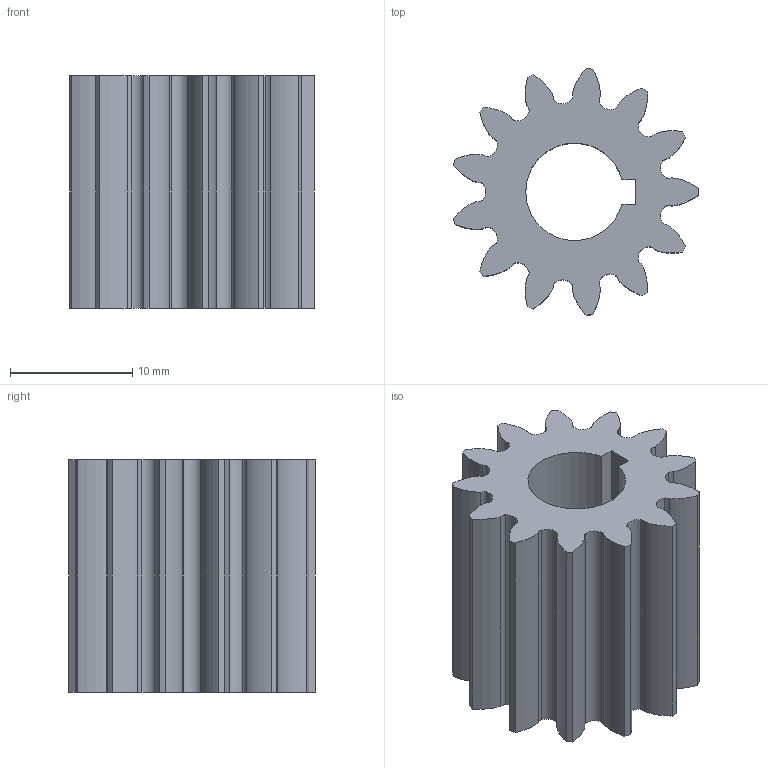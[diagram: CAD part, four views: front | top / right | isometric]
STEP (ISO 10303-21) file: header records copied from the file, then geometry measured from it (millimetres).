
FILE_DESCRIPTION (( 'STEP AP203' ), '1' );
FILE_NAME ('REV-21-2001.STEP', '2022-04-18T20:34:09', ( '' ), ( '' ), 'SwSTEP 2.0', 'SolidWorks 2022', '' );
FILE_SCHEMA (( 'CONFIG_CONTROL_DESIGN' ));
Length unit declared in the file: inch
Products named in the file (1): REV-21-2001
Bounding box: 20.07 x 20.22 x 19.05 mm (x, y, z)
Volume: 3493.2 mm3; surface area: 2815.4 mm2
Topology: 1 solids, 1 shells, 85 faces, 249 edges, 166 vertices
Faces by surface type: bspline 52, cylinder 28, plane 5
Entity records: 4722 total; most frequent: CARTESIAN_POINT 2685, ORIENTED_EDGE 498, DIRECTION 269, EDGE_CURVE 249, VERTEX_POINT 166, B_SPLINE_CURVE_WITH_KNOTS 104, AXIS2_PLACEMENT_3D 90, VECTOR 89
